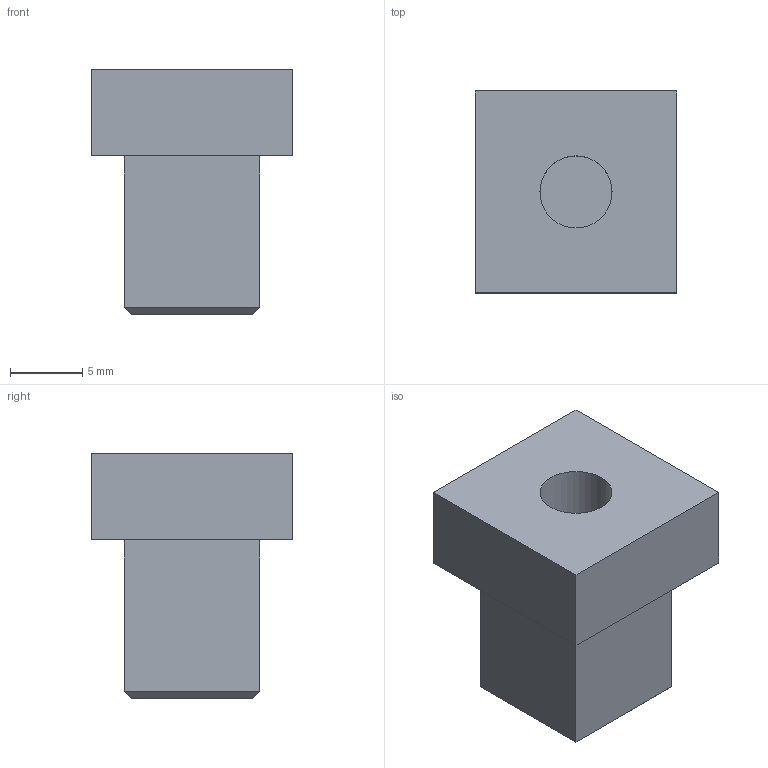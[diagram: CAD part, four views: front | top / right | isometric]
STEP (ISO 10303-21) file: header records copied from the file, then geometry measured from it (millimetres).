
FILE_DESCRIPTION(/* description */ ('Uzupełnij opis PL (Uzupełnij opis EN)'),/* implementation_level */ '2;1');
FILE_NAME(/* name */ 'boneIO-case-buttont.stp',/* time_stamp */ '2021-11-10T20:10:35+01:00',/* author */ ('Mariusz_PC'),/* organization */ (''),/* preprocessor_version */ 'ST-DEVELOPER v18.1',/* originating_system */ 'Autodesk Inventor 2022',/* authorisation */ '');
FILE_SCHEMA (('AUTOMOTIVE_DESIGN { 1 0 10303 214 3 1 1 }'));
Length unit declared in the file: millimetre
Products named in the file (1): Przycisk
Bounding box: 14 x 14 x 17 mm (x, y, z)
Volume: 1993.5 mm3; surface area: 1253.6 mm2
Topology: 1 solids, 1 shells, 21 faces, 44 edges, 28 vertices
Faces by surface type: plane 20, cylinder 1
Full cylindrical faces by diameter (mm): 5 x1
Entity records: 600 total; most frequent: CARTESIAN_POINT 94, DIRECTION 90, ORIENTED_EDGE 88, EDGE_CURVE 44, LINE 42, VECTOR 42, VERTEX_POINT 28, EDGE_LOOP 24
